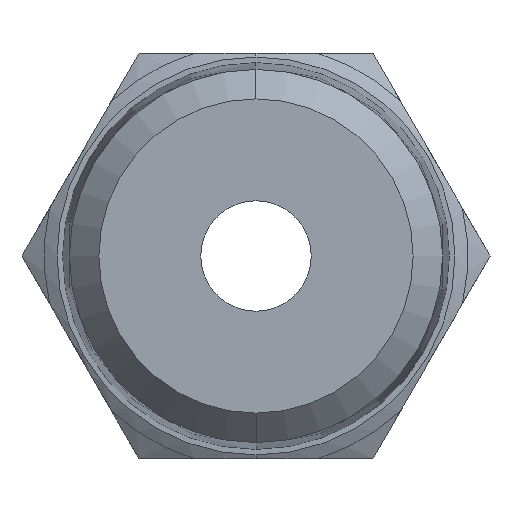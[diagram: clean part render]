
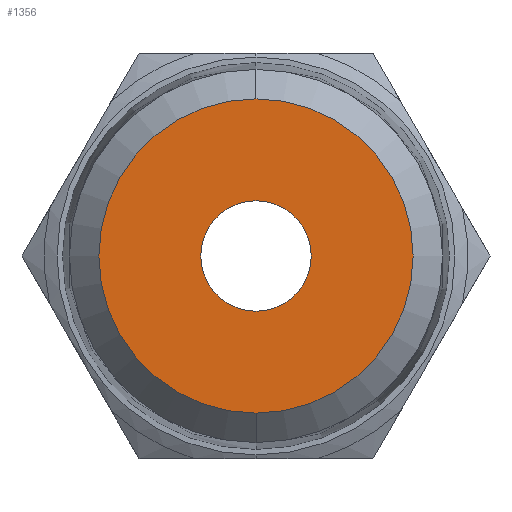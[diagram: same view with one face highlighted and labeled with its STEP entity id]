
A CAD part, front view. The second image highlights one B-rep face of the part: STEP entity #1356.
In plain terms, the highlighted planar face has unit normal (0, -1, 0).
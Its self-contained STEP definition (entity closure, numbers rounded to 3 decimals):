
#388 = DIRECTION ( 'NONE',  ( 0., -1., 0. ) ) ;
#426 = DIRECTION ( 'NONE',  ( 0., 0., -1. ) ) ;
#582 = CARTESIAN_POINT ( 'NONE',  ( 0., 0., -4.264 ) ) ;
#601 = CARTESIAN_POINT ( 'NONE',  ( 0., 0., 1.5 ) ) ;
#602 = CARTESIAN_POINT ( 'NONE',  ( 0., 0., 0. ) ) ;
#603 = AXIS2_PLACEMENT_3D ( 'NONE', #602, #388, #426 ) ;
#604 = CIRCLE ( 'NONE', #603, 1.5 ) ;
#623 = CIRCLE ( 'NONE', #640, 4.264 ) ;
#624 = CARTESIAN_POINT ( 'NONE',  ( 0., 0., 4.264 ) ) ;
#625 = DIRECTION ( 'NONE',  ( 0., 0., -1. ) ) ;
#635 = DIRECTION ( 'NONE',  ( 0., -1., 0. ) ) ;
#638 = CARTESIAN_POINT ( 'NONE',  ( 0., 0., 0. ) ) ;
#640 = AXIS2_PLACEMENT_3D ( 'NONE', #638, #635, #625 ) ;
#641 = CARTESIAN_POINT ( 'NONE',  ( 0., 0., -1.5 ) ) ;
#1007 = VERTEX_POINT ( 'NONE', #582 ) ;
#1022 = VERTEX_POINT ( 'NONE', #601 ) ;
#1023 = EDGE_CURVE ( 'NONE', #1022, #1024, #604, .T. ) ;
#1024 = VERTEX_POINT ( 'NONE', #641 ) ;
#1031 = EDGE_CURVE ( 'NONE', #1007, #1032, #623, .T. ) ;
#1032 = VERTEX_POINT ( 'NONE', #624 ) ;
#1352 = ORIENTED_EDGE ( 'NONE', *, *, #1353, .T. ) ;
#1353 = EDGE_CURVE ( 'NONE', #1032, #1007, #2055, .T. ) ;
#1356 = ADVANCED_FACE ( 'NONE', ( #2048, #2034 ), #2047, .T. ) ;
#1358 = EDGE_LOOP ( 'NONE', ( #1352, #1392 ) ) ;
#1390 = ORIENTED_EDGE ( 'NONE', *, *, #1393, .F. ) ;
#1392 = ORIENTED_EDGE ( 'NONE', *, *, #1031, .T. ) ;
#1393 = EDGE_CURVE ( 'NONE', #1024, #1022, #2105, .T. ) ;
#1395 = ORIENTED_EDGE ( 'NONE', *, *, #1023, .F. ) ;
#1397 = EDGE_LOOP ( 'NONE', ( #1390, #1395 ) ) ;
#2034 = FACE_BOUND ( 'NONE', #1397, .T. ) ;
#2035 = DIRECTION ( 'NONE',  ( 0., -1., 0. ) ) ;
#2036 = DIRECTION ( 'NONE',  ( 0., -1., 0. ) ) ;
#2039 = AXIS2_PLACEMENT_3D ( 'NONE', #2057, #2036, #2049 ) ;
#2043 = AXIS2_PLACEMENT_3D ( 'NONE', #2056, #2035, #2044 ) ;
#2044 = DIRECTION ( 'NONE',  ( 0., 0., -1. ) ) ;
#2047 = PLANE ( 'NONE',  #2043 ) ;
#2048 = FACE_OUTER_BOUND ( 'NONE', #1358, .T. ) ;
#2049 = DIRECTION ( 'NONE',  ( 0., 0., -1. ) ) ;
#2055 = CIRCLE ( 'NONE', #2039, 4.264 ) ;
#2056 = CARTESIAN_POINT ( 'NONE',  ( 0., 0., 0. ) ) ;
#2057 = CARTESIAN_POINT ( 'NONE',  ( 0., 0., 0. ) ) ;
#2104 = DIRECTION ( 'NONE',  ( 0., 0., -1. ) ) ;
#2105 = CIRCLE ( 'NONE', #2124, 1.5 ) ;
#2110 = DIRECTION ( 'NONE',  ( 0., -1., 0. ) ) ;
#2111 = CARTESIAN_POINT ( 'NONE',  ( 0., 0., 0. ) ) ;
#2124 = AXIS2_PLACEMENT_3D ( 'NONE', #2111, #2110, #2104 ) ;
